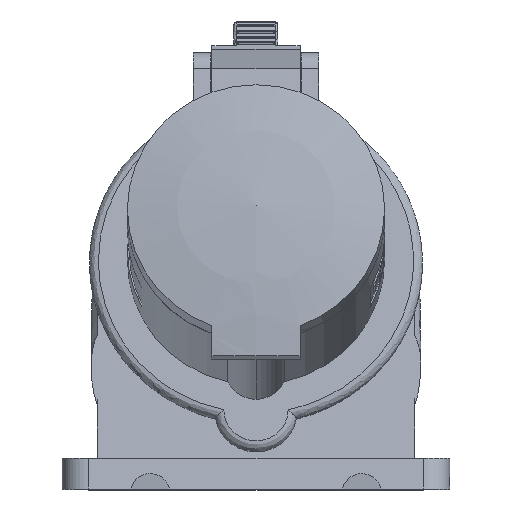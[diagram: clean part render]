
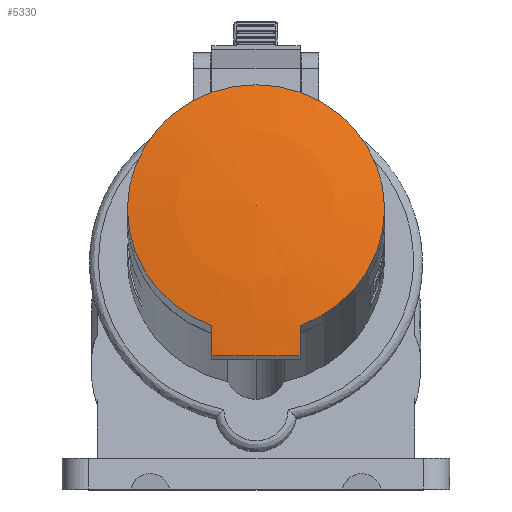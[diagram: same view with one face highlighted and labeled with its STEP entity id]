
A CAD part, top view. The second image highlights one B-rep face of the part: STEP entity #5330.
In plain terms, the highlighted spherical face has radius 150 mm.
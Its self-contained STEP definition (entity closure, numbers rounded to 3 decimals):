
#208 = AXIS2_PLACEMENT_3D ( 'NONE', #16376, #20766, #14398 ) ;
#222 = CIRCLE ( 'NONE', #27378, 29.2 ) ;
#572 = VERTEX_POINT ( 'NONE', #12070 ) ;
#696 = DIRECTION ( 'NONE',  ( -1., 0., 0. ) ) ;
#1157 = EDGE_CURVE ( 'NONE', #2580, #1211, #222, .T. ) ;
#1211 = VERTEX_POINT ( 'NONE', #15860 ) ;
#1460 = AXIS2_PLACEMENT_3D ( 'NONE', #5335, #7045, #19810 ) ;
#2097 = CARTESIAN_POINT ( 'NONE',  ( 8.749, -17.884, 79.191 ) ) ;
#2395 = CIRCLE ( 'NONE', #1460, 29.2 ) ;
#2580 = VERTEX_POINT ( 'NONE', #7642 ) ;
#3137 = VERTEX_POINT ( 'NONE', #2097 ) ;
#4030 = CARTESIAN_POINT ( 'NONE',  ( -1.251, -22.56, -70.402 ) ) ;
#4866 = EDGE_CURVE ( 'NONE', #3137, #572, #8805, .T. ) ;
#5212 = EDGE_CURVE ( 'NONE', #572, #11722, #12879, .T. ) ;
#5330 = ADVANCED_FACE ( 'NONE', ( #9584 ), #10281, .T. ) ;
#5335 = CARTESIAN_POINT ( 'NONE',  ( -1.251, 15.52, 71.715 ) ) ;
#5460 = DIRECTION ( 'NONE',  ( -1., 0., 0. ) ) ;
#7045 = DIRECTION ( 'NONE',  ( 0., -0.259, -0.966 ) ) ;
#7584 = CARTESIAN_POINT ( 'NONE',  ( -11.251, 42.019, 64.614 ) ) ;
#7642 = CARTESIAN_POINT ( 'NONE',  ( 8.749, -10.98, 78.815 ) ) ;
#8228 = EDGE_CURVE ( 'NONE', #21129, #24759, #2395, .T. ) ;
#8589 = EDGE_CURVE ( 'NONE', #1211, #24759, #11896, .T. ) ;
#8805 = CIRCLE ( 'NONE', #24665, 146.049 ) ;
#9066 = CIRCLE ( 'NONE', #14057, 149.666 ) ;
#9584 = FACE_OUTER_BOUND ( 'NONE', #11469, .T. ) ;
#10033 = DIRECTION ( 'NONE',  ( 0., -0.966, 0.259 ) ) ;
#10281 = SPHERICAL_SURFACE ( 'NONE', #26436, 150. ) ;
#10957 = EDGE_CURVE ( 'NONE', #21129, #11722, #20136, .T. ) ;
#11469 = EDGE_LOOP ( 'NONE', ( #27216, #15014, #27344, #14403, #27353, #18650, #17984 ) ) ;
#11566 = CARTESIAN_POINT ( 'NONE',  ( 8.749, 42.019, 64.614 ) ) ;
#11722 = VERTEX_POINT ( 'NONE', #16318 ) ;
#11871 = DIRECTION ( 'NONE',  ( 1., 0., 0. ) ) ;
#11896 = CIRCLE ( 'NONE', #27696, 29.2 ) ;
#12070 = CARTESIAN_POINT ( 'NONE',  ( -11.251, -17.884, 79.191 ) ) ;
#12879 = CIRCLE ( 'NONE', #15139, 149.666 ) ;
#13195 = CARTESIAN_POINT ( 'NONE',  ( -1.251, 15.52, 71.715 ) ) ;
#13338 = DIRECTION ( 'NONE',  ( 0., 0.259, 0.966 ) ) ;
#13867 = DIRECTION ( 'NONE',  ( 0., -0.259, -0.966 ) ) ;
#14057 = AXIS2_PLACEMENT_3D ( 'NONE', #15828, #11871, #13867 ) ;
#14119 = DIRECTION ( 'NONE',  ( 0., 0.259, 0.966 ) ) ;
#14398 = DIRECTION ( 'NONE',  ( -1., 0., 0. ) ) ;
#14403 = ORIENTED_EDGE ( 'NONE', *, *, #10957, .T. ) ;
#15014 = ORIENTED_EDGE ( 'NONE', *, *, #8589, .T. ) ;
#15139 = AXIS2_PLACEMENT_3D ( 'NONE', #16242, #5460, #14119 ) ;
#15663 = CARTESIAN_POINT ( 'NONE',  ( -1.251, 15.52, 71.715 ) ) ;
#15828 = CARTESIAN_POINT ( 'NONE',  ( 8.749, -22.56, -70.402 ) ) ;
#15860 = CARTESIAN_POINT ( 'NONE',  ( 27.949, 15.52, 71.715 ) ) ;
#16242 = CARTESIAN_POINT ( 'NONE',  ( -11.251, -22.56, -70.402 ) ) ;
#16318 = CARTESIAN_POINT ( 'NONE',  ( -11.251, -10.98, 78.815 ) ) ;
#16376 = CARTESIAN_POINT ( 'NONE',  ( -1.251, 15.52, 71.715 ) ) ;
#17984 = ORIENTED_EDGE ( 'NONE', *, *, #24097, .F. ) ;
#18650 = ORIENTED_EDGE ( 'NONE', *, *, #4866, .F. ) ;
#18920 = DIRECTION ( 'NONE',  ( 0., -0.966, 0.259 ) ) ;
#19810 = DIRECTION ( 'NONE',  ( 1., 0., 0. ) ) ;
#20136 = CIRCLE ( 'NONE', #208, 29.2 ) ;
#20395 = CARTESIAN_POINT ( 'NONE',  ( -1.251, -55.595, -61.551 ) ) ;
#20766 = DIRECTION ( 'NONE',  ( 0., 0.259, 0.966 ) ) ;
#21129 = VERTEX_POINT ( 'NONE', #7584 ) ;
#21187 = DIRECTION ( 'NONE',  ( 0., -0.259, -0.966 ) ) ;
#24097 = EDGE_CURVE ( 'NONE', #2580, #3137, #9066, .T. ) ;
#24665 = AXIS2_PLACEMENT_3D ( 'NONE', #20395, #10033, #26755 ) ;
#24759 = VERTEX_POINT ( 'NONE', #11566 ) ;
#25156 = DIRECTION ( 'NONE',  ( 0., 0.259, 0.966 ) ) ;
#25280 = DIRECTION ( 'NONE',  ( -1., 0., 0. ) ) ;
#26436 = AXIS2_PLACEMENT_3D ( 'NONE', #4030, #21187, #18920 ) ;
#26755 = DIRECTION ( 'NONE',  ( 1., 0., 0. ) ) ;
#27216 = ORIENTED_EDGE ( 'NONE', *, *, #1157, .T. ) ;
#27344 = ORIENTED_EDGE ( 'NONE', *, *, #8228, .F. ) ;
#27353 = ORIENTED_EDGE ( 'NONE', *, *, #5212, .F. ) ;
#27378 = AXIS2_PLACEMENT_3D ( 'NONE', #13195, #13338, #696 ) ;
#27696 = AXIS2_PLACEMENT_3D ( 'NONE', #15663, #25156, #25280 ) ;
